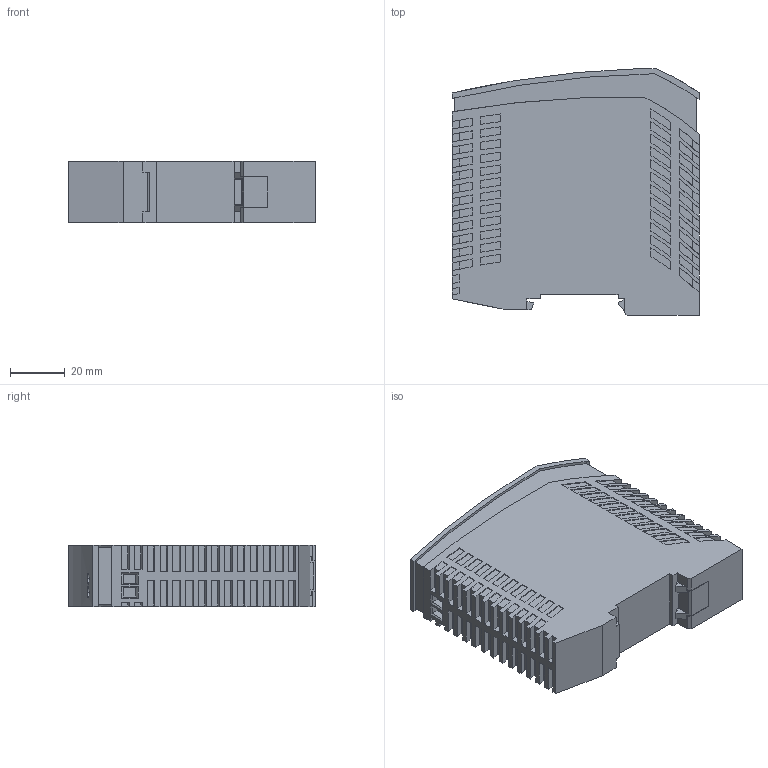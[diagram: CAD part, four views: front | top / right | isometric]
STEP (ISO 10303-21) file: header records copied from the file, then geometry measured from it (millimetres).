
FILE_DESCRIPTION(('SolidDesigner STEP Export'),'2;1');
FILE_NAME('2905489_UNO_DIODE_5_24DC_2x10_1x20-select.stp','2014-07-29T13:26:54',(''),(''),'Creo Elements/Direct Modeling STEP processor for AP214 (Solid Model)','Creo Elements/Direct Modeling 18.1 06-May-2012 (C) Parametric Technology GmbH','');
FILE_SCHEMA(('AUTOMOTIVE_DESIGN { 1 0 10303 214 1 1 1 1 }'));
Length unit declared in the file: millimetre
Products named in the file (2): 2905489_UNO_DIODE_5_24DC_2x10_1x20-select
Assembly tree (1 placements, depth 2):
  2905489_UNO_DIODE_5_24DC_2x10_1x20-select
    2905489_UNO_DIODE_5_24DC_2x10_1x20-select
Bounding box: 90.2 x 89.87 x 22.5 mm (x, y, z)
Volume: 161423.2 mm3; surface area: 27092.8 mm2
Topology: 1 solids, 1 shells, 681 faces, 1854 edges, 1228 vertices
Faces by surface type: plane 462, cylinder 217, extrusion 2
Entity records: 23975 total; most frequent: ORIENTED_EDGE 3708, CARTESIAN_POINT 3262, DIRECTION 2645, EDGE_CURVE 1854, VERTEX_POINT 1228, VECTOR 967, LINE 965, AXIS2_PLACEMENT_3D 839
